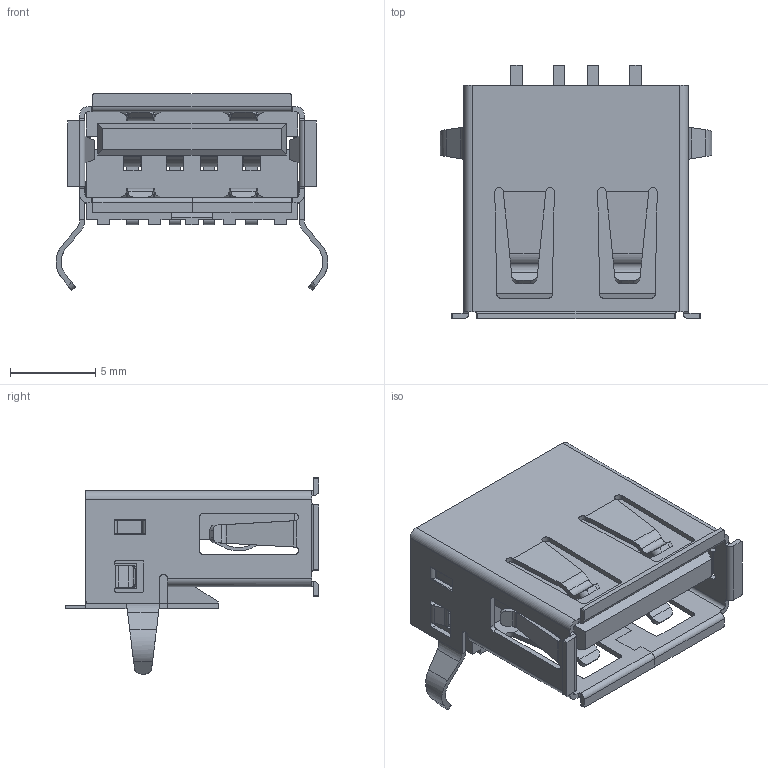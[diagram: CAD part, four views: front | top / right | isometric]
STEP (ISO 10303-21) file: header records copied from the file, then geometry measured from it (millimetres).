
FILE_DESCRIPTION(('FreeCAD Model'),'2;1');
FILE_NAME('USB_Type_B_Socket.step', '2017-07-07T09:40:57',('kicad StepUp'),('ksu MCAD'), 'Open CASCADE STEP processor 7.1','FreeCAD','Unknown');
FILE_SCHEMA(('AUTOMOTIVE_DESIGN_CC2 { 1 2 10303 214 -1 1 5 4 }'));
Length unit declared in the file: millimetre
Products named in the file (1): USB_Type_B_Socket
Bounding box: 15.98 x 14.9 x 11.55 mm (x, y, z)
Volume: 562.8 mm3; surface area: 1677.7 mm2
Topology: 1 solids, 1 shells, 742 faces, 2180 edges, 1404 vertices
Faces by surface type: plane 466, cylinder 248, bspline 20, torus 8
Entity records: 34410 total; most frequent: CARTESIAN_POINT 9298, ORIENTED_EDGE 4360, DIRECTION 4014, EDGE_CURVE 2180, LINE 1524, VECTOR 1524, VERTEX_POINT 1404, AXIS2_PLACEMENT_3D 1245
